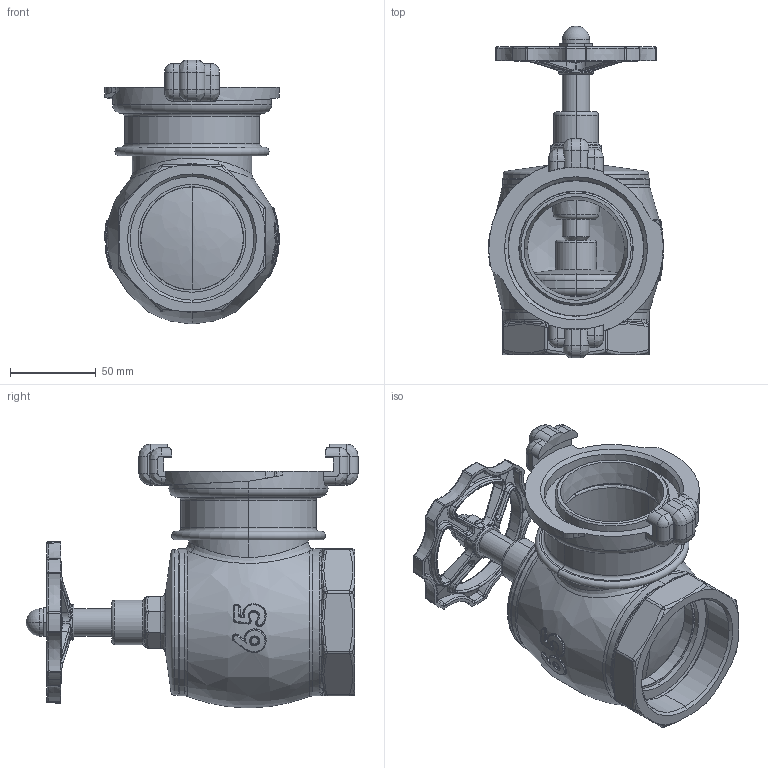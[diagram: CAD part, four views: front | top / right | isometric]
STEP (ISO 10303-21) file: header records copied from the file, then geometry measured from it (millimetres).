
FILE_DESCRIPTION(('STEP AP203'),'1');
FILE_NAME('Van D65.stp','2025-07-15T11:45:21',(' '),(' '),'Spatial InterOp 3D',' ',' ');
FILE_SCHEMA(('CONFIG_CONTROL_DESIGN'));
Length unit declared in the file: millimetre
Products named in the file (14): Van D65; <Tay van z183 201123>-<Imported1>; NONE; Fillet5; Body-Move/Copy38; Body-Move/Copy39[1]; Revolve5; <Ch?t gi?>-<Stock-BV chi tiet bo SP van D50.00-1>; <dai ?c mu M10>-<Stock-BV chi tiet bo SP van D50.00-1>; Body-Move/Copy39[2]; <d?u n?i 65>-<Combine1>; Body-Move/Copy45; Body-Move/Copy46; Body-Move/Copy48
Assembly tree (13 placements, depth 2):
  Van D65
    <Tay van z183 201123>-<Imported1>
    NONE
    Fillet5
    Body-Move/Copy38
    Body-Move/Copy39[1]
    Revolve5
    <Ch?t gi?>-<Stock-BV chi tiet bo SP van D50.00-1>
    <dai ?c mu M10>-<Stock-BV chi tiet bo SP van D50.00-1>
    Body-Move/Copy39[2]
    <d?u n?i 65>-<Combine1>
    Body-Move/Copy45
    Body-Move/Copy46
    Body-Move/Copy48
Bounding box: 102.01 x 194 x 154.15 mm (x, y, z)
Volume: 480409 mm3; surface area: 198206.8 mm2
Topology: 13 solids, 14 shells, 1169 faces, 3230 edges, 2050 vertices
Faces by surface type: bspline 490, cylinder 186, torus 161, cone 146, plane 125, sphere 61
Entity records: 91547 total; most frequent: CARTESIAN_POINT 65570, ORIENTED_EDGE 6308, DIRECTION 3818, EDGE_CURVE 3154, VERTEX_POINT 2044, AXIS2_PLACEMENT_3D 1705, B_SPLINE_CURVE_WITH_KNOTS 1609, EDGE_LOOP 1230
